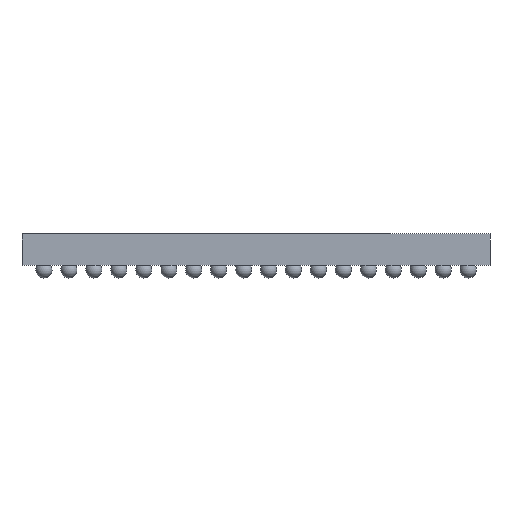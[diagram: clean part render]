
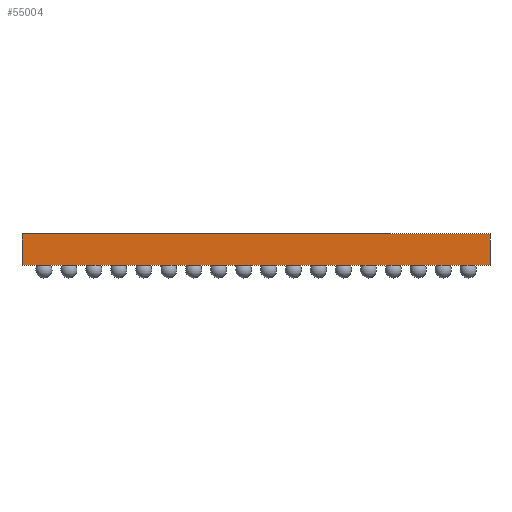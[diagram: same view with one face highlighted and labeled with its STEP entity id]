
A CAD part, left-side view. The second image highlights one B-rep face of the part: STEP entity #55004.
In plain terms, the highlighted planar face has unit normal (-1, 0, 0).
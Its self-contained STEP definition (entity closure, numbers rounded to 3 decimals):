
#3171=FACE_OUTER_BOUND('',#6037,.T.);
#6037=EDGE_LOOP('',(#49372,#49373,#49374,#49375));
#13746=LINE('',#86472,#21326);
#13749=LINE('',#86561,#21329);
#13752=LINE('',#86567,#21332);
#13753=LINE('',#86568,#21333);
#21326=VECTOR('',#70679,1.);
#21329=VECTOR('',#70848,1.);
#21332=VECTOR('',#70853,1.);
#21333=VECTOR('',#70854,1.);
#26384=VERTEX_POINT('',#86468);
#26386=VERTEX_POINT('',#86471);
#26389=VERTEX_POINT('',#86560);
#26391=VERTEX_POINT('',#86566);
#34096=EDGE_CURVE('',#26384,#26386,#13746,.T.);
#34100=EDGE_CURVE('',#26389,#26384,#13749,.T.);
#34103=EDGE_CURVE('',#26389,#26391,#13752,.T.);
#34104=EDGE_CURVE('',#26391,#26386,#13753,.T.);
#49372=ORIENTED_EDGE('',*,*,#34103,.T.);
#49373=ORIENTED_EDGE('',*,*,#34104,.T.);
#49374=ORIENTED_EDGE('',*,*,#34096,.F.);
#49375=ORIENTED_EDGE('',*,*,#34100,.F.);
#52341=PLANE('',#57753);
#55004=ADVANCED_FACE('',(#3171),#52341,.F.);
#57753=AXIS2_PLACEMENT_3D('',#86565,#70851,#70852);
#70679=DIRECTION('',(0.,-1.,0.));
#70848=DIRECTION('',(0.,0.,1.));
#70851=DIRECTION('center_axis',(1.,0.,0.));
#70852=DIRECTION('ref_axis',(0.,0.,1.));
#70853=DIRECTION('',(0.,-1.,0.));
#70854=DIRECTION('',(0.,0.,1.));
#86468=CARTESIAN_POINT('',(-7.5,7.5,1.4));
#86471=CARTESIAN_POINT('',(-7.5,-7.5,1.4));
#86472=CARTESIAN_POINT('',(-7.5,7.5,1.4));
#86560=CARTESIAN_POINT('',(-7.5,7.5,0.4));
#86561=CARTESIAN_POINT('',(-7.5,7.5,0.4));
#86565=CARTESIAN_POINT('Origin',(-7.5,7.5,0.4));
#86566=CARTESIAN_POINT('',(-7.5,-7.5,0.4));
#86567=CARTESIAN_POINT('',(-7.5,7.5,0.4));
#86568=CARTESIAN_POINT('',(-7.5,-7.5,0.4));
